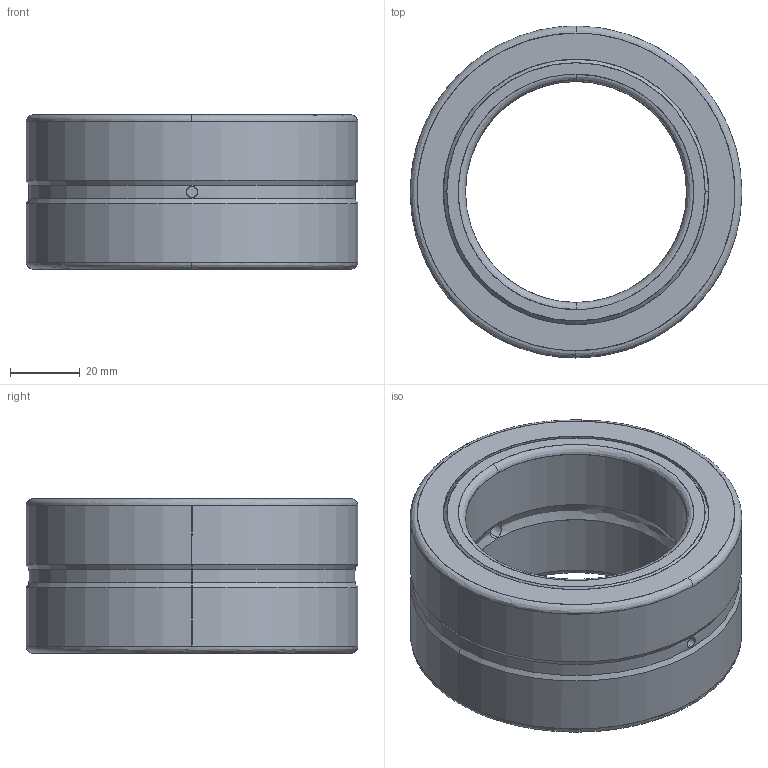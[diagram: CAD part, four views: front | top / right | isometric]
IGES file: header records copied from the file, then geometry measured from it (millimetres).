
Start section: SolidWorks IGES file using analytic representation for surfaces
Global section: file name: MRDEFAU04101150462697.igs; native system: SolidWorks 2015; preprocessor: SolidWorks 2015; author: partstream; date: 150410.115103; units: millimetre
Bounding box: 95.25 x 95.25 x 44.7 mm (x, y, z)
Surface area: 38497.7 mm2 (no closed solid volume)
Topology: 0 solids, 0 shells, 74 faces, 1957 edges, 1962 vertices
Faces by surface type: revolution 48, bspline 26
